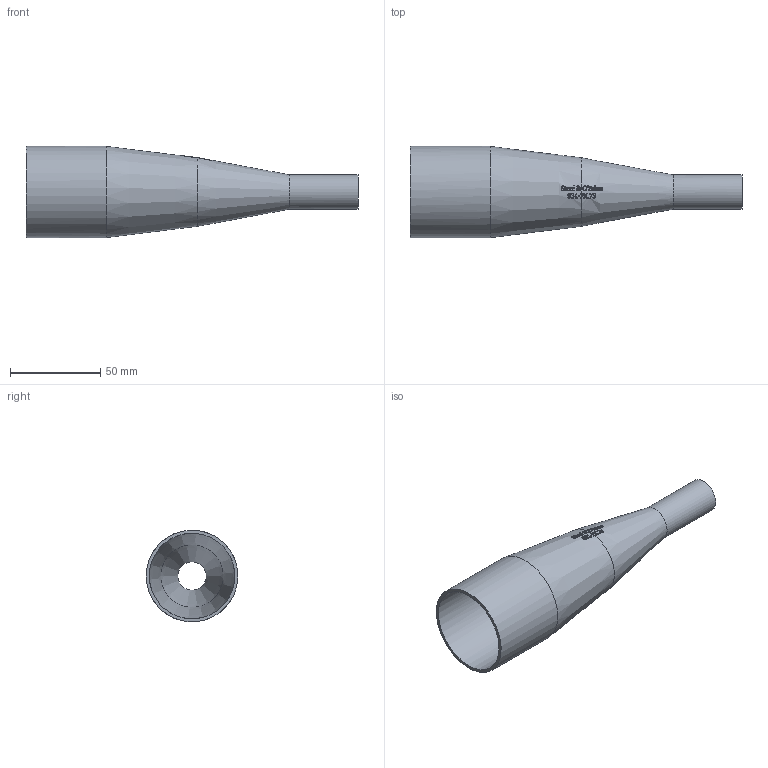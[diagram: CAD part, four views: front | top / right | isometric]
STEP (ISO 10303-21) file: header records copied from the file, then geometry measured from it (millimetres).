
FILE_DESCRIPTION(/* description */ (''),/* implementation_level */ '2;1');
FILE_NAME(/* name */ 'S31-2X.75.stp',/* time_stamp */ '2018-11-28T16:14:05-05:00',/* author */ ('rick'),/* organization */ (''),/* preprocessor_version */ 'ST-DEVELOPER v15.2',/* originating_system */ 'Autodesk Inventor 2014',/* authorisation */ '');
FILE_SCHEMA (('AUTOMOTIVE_DESIGN { 1 0 10303 214 3 1 1 }'));
Length unit declared in the file: inch
Products named in the file (1): S31-2X.75
Bounding box: 184.15 x 50.73 x 50.76 mm (x, y, z)
Volume: 33136.9 mm3; surface area: 40774.8 mm2
Topology: 1 solids, 1 shells, 367 faces, 1003 edges, 668 vertices
Faces by surface type: bspline 179, plane 144, cone 40, cylinder 4
Full cylindrical faces by diameter (mm): 15.748 x1, 19.05 x1, 47.498 x1, 50.8 x1
Entity records: 14824 total; most frequent: CARTESIAN_POINT 6614, ORIENTED_EDGE 1978, DIRECTION 1164, EDGE_CURVE 989, VERTEX_POINT 662, LINE 456, VECTOR 456, EDGE_LOOP 407
